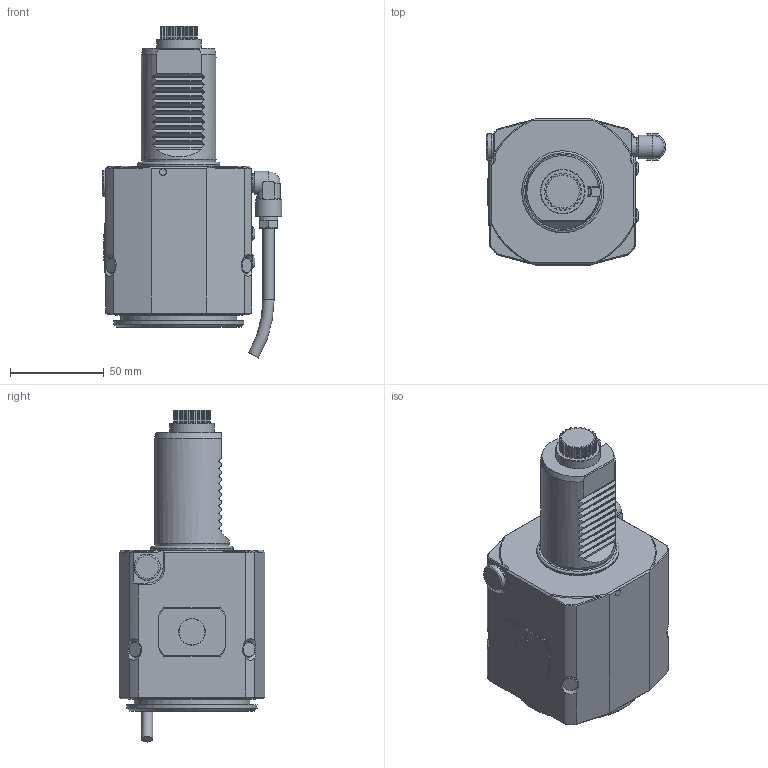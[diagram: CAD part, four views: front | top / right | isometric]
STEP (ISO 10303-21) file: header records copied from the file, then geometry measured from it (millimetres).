
FILE_DESCRIPTION(/* description */ (''),/* implementation_level */ '2;1');
FILE_NAME(/* name */ '1618475739803.stp',/* time_stamp */ '2021-04-15T10:35:47+02:00',/* author */ (''),/* organization */ ('SMS'),/* preprocessor_version */ 'ST-DEVELOPER v16.7',/* originating_system */ 'SIEMENS PLM Software NX 12.0',/* authorisation */ '');
FILE_SCHEMA (('AUTOMOTIVE_DESIGN { 1 0 10303 214 3 1 1 1 }'));
Length unit declared in the file: millimetre
Products named in the file (1): 203483317mod000_00
Bounding box: 95.85 x 78 x 177.5 mm (x, y, z)
Volume: 546745 mm3; surface area: 53764.8 mm2
Topology: 1 solids, 2 shells, 487 faces, 1277 edges, 820 vertices
Faces by surface type: plane 296, cylinder 97, cone 67, torus 16, bspline 6, sphere 5
Full cylindrical faces by diameter (mm): 2.5 x1, 3.242 x2, 3.3 x1, 6 x1, 7.6 x4, 8.5 x4, 10 x2, 12.5 x1, 13.3 x1, 13.998 x1, 14 x1, 17.8 x1, 23.8 x1, 30.4 x1, 40 x1, 43.9 x1, 62 x1, 68 x1, 70 x1
Entity records: 16737 total; most frequent: CARTESIAN_POINT 5160, ORIENTED_EDGE 2396, DIRECTION 2341, EDGE_CURVE 1198, AXIS2_PLACEMENT_3D 857, VERTEX_POINT 793, LINE 627, VECTOR 627
